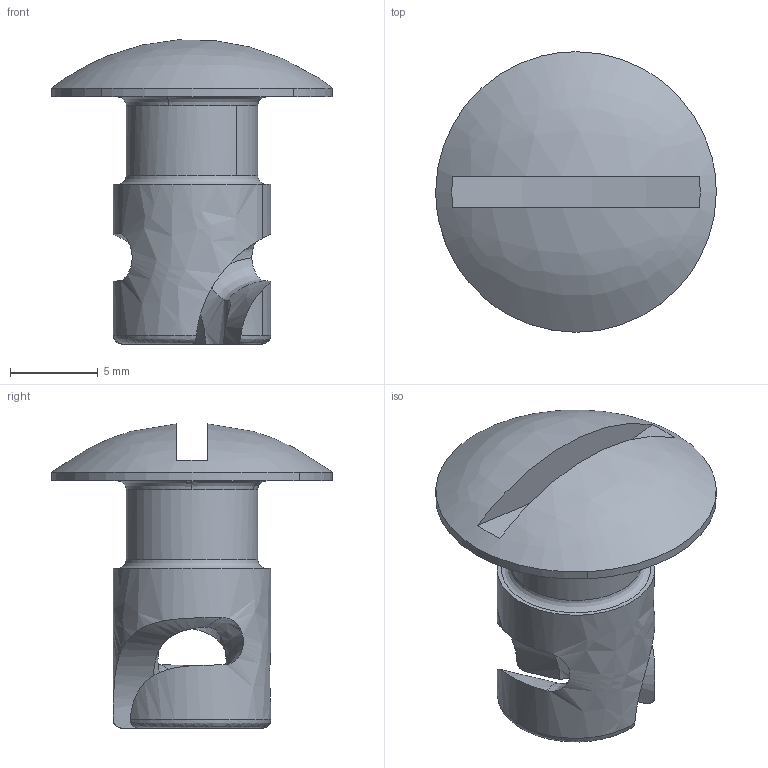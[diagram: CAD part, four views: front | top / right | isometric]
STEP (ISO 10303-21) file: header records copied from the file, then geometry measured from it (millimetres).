
FILE_DESCRIPTION((''),'2;1');
FILE_NAME('','2006-01-17T10:02:39',(''),(''),'','CADfix','');
FILE_SCHEMA(('AUTOMOTIVE_DESIGN'));
Length unit declared in the file: millimetre
Products named in the file (1): fastener
Bounding box: 16 x 16 x 17.34 mm (x, y, z)
Volume: 898.8 mm3; surface area: 1004.1 mm2
Topology: 1 solids, 1 shells, 32 faces, 107 edges, 80 vertices
Faces by surface type: bspline 32
Entity records: 2612 total; most frequent: CARTESIAN_POINT 1975, ORIENTED_EDGE 214, EDGE_CURVE 107, B_SPLINE_CURVE_WITH_KNOTS 90, VERTEX_POINT 80, EDGE_LOOP 35, FACE_OUTER_BOUND 32, ADVANCED_FACE 32
